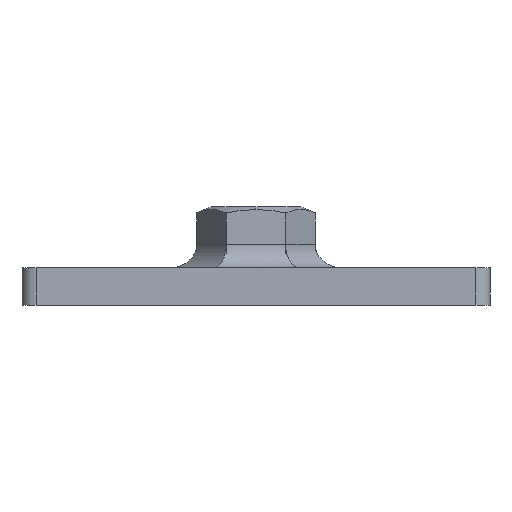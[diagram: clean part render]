
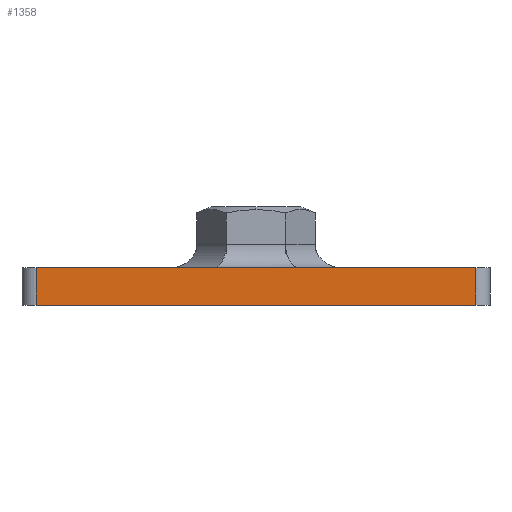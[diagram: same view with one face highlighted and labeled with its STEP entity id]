
A CAD part, left-side view. The second image highlights one B-rep face of the part: STEP entity #1358.
In plain terms, the highlighted planar face has unit normal (-1, 0, 0).
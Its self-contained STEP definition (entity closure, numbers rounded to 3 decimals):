
#35 = DIRECTION ( 'NONE',  ( 0., -1., 0. ) ) ;
#96 = LINE ( 'NONE', #1016, #455 ) ;
#98 = CARTESIAN_POINT ( 'NONE',  ( -50., 47., 8. ) ) ;
#171 = ORIENTED_EDGE ( 'NONE', *, *, #244, .T. ) ;
#244 = EDGE_CURVE ( 'NONE', #317, #1456, #247, .T. ) ;
#247 = LINE ( 'NONE', #1864, #733 ) ;
#317 = VERTEX_POINT ( 'NONE', #98 ) ;
#400 = VERTEX_POINT ( 'NONE', #1207 ) ;
#430 = ORIENTED_EDGE ( 'NONE', *, *, #967, .F. ) ;
#455 = VECTOR ( 'NONE', #888, 1000. ) ;
#506 = LINE ( 'NONE', #1816, #1957 ) ;
#656 = EDGE_CURVE ( 'NONE', #400, #2059, #96, .T. ) ;
#696 = AXIS2_PLACEMENT_3D ( 'NONE', #1360, #2012, #1659 ) ;
#726 = ORIENTED_EDGE ( 'NONE', *, *, #1006, .T. ) ;
#733 = VECTOR ( 'NONE', #1733, 1000. ) ;
#844 = DIRECTION ( 'NONE',  ( 0., -1., 0. ) ) ;
#888 = DIRECTION ( 'NONE',  ( 0., 0., 1. ) ) ;
#967 = EDGE_CURVE ( 'NONE', #317, #2059, #506, .T. ) ;
#1006 = EDGE_CURVE ( 'NONE', #1456, #400, #1638, .T. ) ;
#1016 = CARTESIAN_POINT ( 'NONE',  ( -50., -47., 8. ) ) ;
#1207 = CARTESIAN_POINT ( 'NONE',  ( -50., -47., 0. ) ) ;
#1358 = ADVANCED_FACE ( 'NONE', ( #1541 ), #1519, .F. ) ;
#1360 = CARTESIAN_POINT ( 'NONE',  ( -50., 50., 8. ) ) ;
#1411 = CARTESIAN_POINT ( 'NONE',  ( -50., -47., 8. ) ) ;
#1456 = VERTEX_POINT ( 'NONE', #1581 ) ;
#1479 = EDGE_LOOP ( 'NONE', ( #726, #2007, #430, #171 ) ) ;
#1491 = CARTESIAN_POINT ( 'NONE',  ( -50., 50., 0. ) ) ;
#1519 = PLANE ( 'NONE',  #696 ) ;
#1541 = FACE_OUTER_BOUND ( 'NONE', #1479, .T. ) ;
#1581 = CARTESIAN_POINT ( 'NONE',  ( -50., 47., 0. ) ) ;
#1638 = LINE ( 'NONE', #1491, #1778 ) ;
#1659 = DIRECTION ( 'NONE',  ( 0., 1., 0. ) ) ;
#1733 = DIRECTION ( 'NONE',  ( 0., 0., -1. ) ) ;
#1778 = VECTOR ( 'NONE', #35, 1000. ) ;
#1816 = CARTESIAN_POINT ( 'NONE',  ( -50., 50., 8. ) ) ;
#1864 = CARTESIAN_POINT ( 'NONE',  ( -50., 47., 8. ) ) ;
#1957 = VECTOR ( 'NONE', #844, 1000. ) ;
#2007 = ORIENTED_EDGE ( 'NONE', *, *, #656, .T. ) ;
#2012 = DIRECTION ( 'NONE',  ( 1., 0., 0. ) ) ;
#2059 = VERTEX_POINT ( 'NONE', #1411 ) ;
